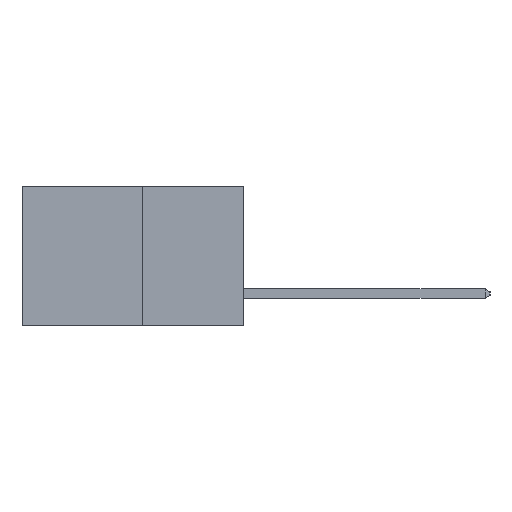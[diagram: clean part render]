
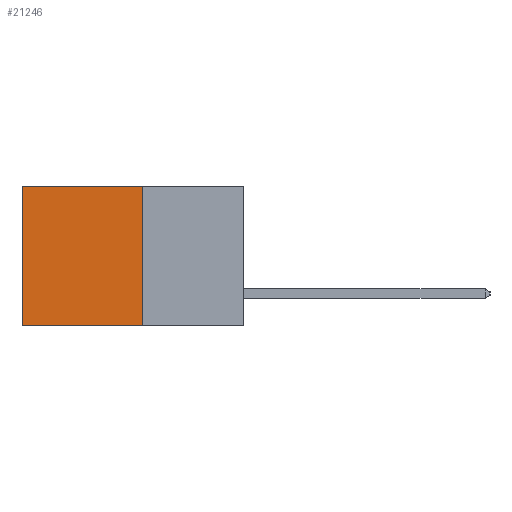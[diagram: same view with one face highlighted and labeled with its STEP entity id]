
A CAD part, left-side view. The second image highlights one B-rep face of the part: STEP entity #21246.
In plain terms, the highlighted planar face has unit normal (-1, 0, 0).
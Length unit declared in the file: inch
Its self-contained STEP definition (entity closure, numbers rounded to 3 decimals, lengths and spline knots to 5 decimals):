
#367 = CARTESIAN_POINT ( 'NONE',  ( 0.277, 0.59, 0. ) ) ;
#548 = CARTESIAN_POINT ( 'NONE',  ( 0.277, 0.27, -0.37 ) ) ;
#610 = ORIENTED_EDGE ( 'NONE', *, *, #22307, .F. ) ;
#820 = LINE ( 'NONE', #14299, #10663 ) ;
#1719 = ORIENTED_EDGE ( 'NONE', *, *, #1897, .T. ) ;
#1897 = EDGE_CURVE ( 'NONE', #10409, #22699, #11322, .T. ) ;
#2827 = ORIENTED_EDGE ( 'NONE', *, *, #23873, .T. ) ;
#3384 = CARTESIAN_POINT ( 'NONE',  ( 0.277, 0.27, -0.37 ) ) ;
#3787 = EDGE_CURVE ( 'NONE', #10409, #4672, #24767, .T. ) ;
#3886 = CARTESIAN_POINT ( 'NONE',  ( 0.277, 0.27, -0.37 ) ) ;
#4672 = VERTEX_POINT ( 'NONE', #3886 ) ;
#5353 = DIRECTION ( 'NONE',  ( 0., 0., -1. ) ) ;
#8303 = LINE ( 'NONE', #548, #17879 ) ;
#10409 = VERTEX_POINT ( 'NONE', #11791 ) ;
#10498 = DIRECTION ( 'NONE',  ( 0., 1., 0. ) ) ;
#10663 = VECTOR ( 'NONE', #16256, 39.37008 ) ;
#11322 = LINE ( 'NONE', #17093, #21916 ) ;
#11791 = CARTESIAN_POINT ( 'NONE',  ( 0.277, 0.27, 0. ) ) ;
#12374 = DIRECTION ( 'NONE',  ( 0., 1., 0. ) ) ;
#14220 = VECTOR ( 'NONE', #18805, 39.37008 ) ;
#14299 = CARTESIAN_POINT ( 'NONE',  ( 0.277, 0.59, -0.37 ) ) ;
#14976 = FACE_OUTER_BOUND ( 'NONE', #19125, .T. ) ;
#14988 = PLANE ( 'NONE',  #19718 ) ;
#15212 = ORIENTED_EDGE ( 'NONE', *, *, #3787, .F. ) ;
#16256 = DIRECTION ( 'NONE',  ( 0., 0., -1. ) ) ;
#16698 = CARTESIAN_POINT ( 'NONE',  ( 0.277, 0.59, -0.37 ) ) ;
#16923 = DIRECTION ( 'NONE',  ( 1., 0., 0. ) ) ;
#17093 = CARTESIAN_POINT ( 'NONE',  ( 0.277, 0.27, 0. ) ) ;
#17250 = VERTEX_POINT ( 'NONE', #16698 ) ;
#17879 = VECTOR ( 'NONE', #12374, 39.37008 ) ;
#18805 = DIRECTION ( 'NONE',  ( 0., 0., -1. ) ) ;
#19125 = EDGE_LOOP ( 'NONE', ( #2827, #610, #15212, #1719 ) ) ;
#19718 = AXIS2_PLACEMENT_3D ( 'NONE', #3384, #16923, #5353 ) ;
#20654 = CARTESIAN_POINT ( 'NONE',  ( 0.277, 0.27, -0.37 ) ) ;
#21246 = ADVANCED_FACE ( 'NONE', ( #14976 ), #14988, .F. ) ;
#21916 = VECTOR ( 'NONE', #10498, 39.37008 ) ;
#22307 = EDGE_CURVE ( 'NONE', #4672, #17250, #8303, .T. ) ;
#22699 = VERTEX_POINT ( 'NONE', #367 ) ;
#23873 = EDGE_CURVE ( 'NONE', #22699, #17250, #820, .T. ) ;
#24767 = LINE ( 'NONE', #20654, #14220 ) ;
